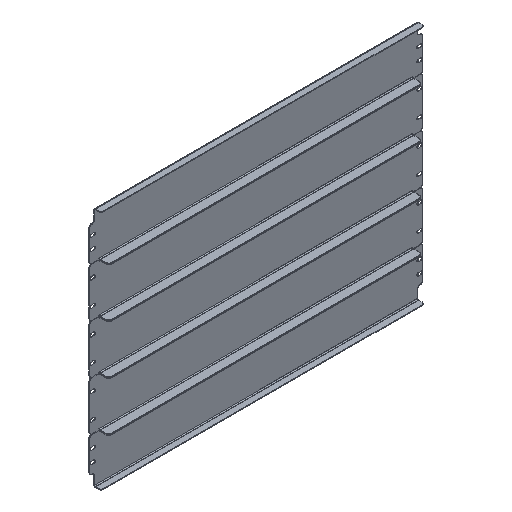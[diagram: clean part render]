
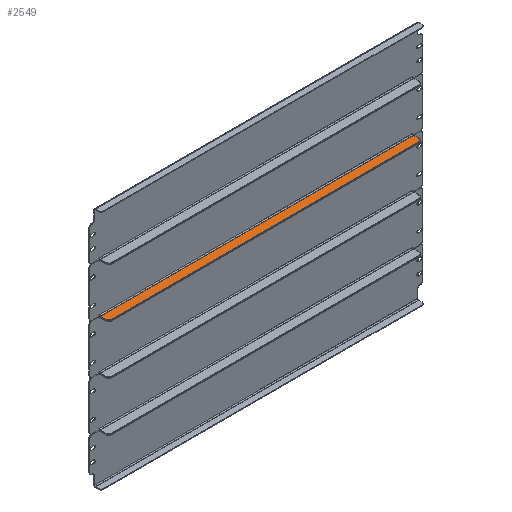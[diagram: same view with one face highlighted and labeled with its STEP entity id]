
A CAD part, isometric view. The second image highlights one B-rep face of the part: STEP entity #2549.
In plain terms, the highlighted planar face has unit normal (0, 0, 1).
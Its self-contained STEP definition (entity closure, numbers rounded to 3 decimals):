
#23 = VECTOR ( 'NONE', #2740, 1000. ) ;
#24 = VECTOR ( 'NONE', #1427, 1000. ) ;
#69 = AXIS2_PLACEMENT_3D ( 'NONE', #995, #799, #1536 ) ;
#81 = CARTESIAN_POINT ( 'NONE',  ( -318.25, -3., -48.5 ) ) ;
#119 = EDGE_CURVE ( 'NONE', #2419, #3381, #325, .T. ) ;
#151 = PLANE ( 'NONE',  #69 ) ;
#235 = ORIENTED_EDGE ( 'NONE', *, *, #2973, .F. ) ;
#325 = LINE ( 'NONE', #3036, #24 ) ;
#384 = DIRECTION ( 'NONE',  ( 1., 0., 0. ) ) ;
#461 = CIRCLE ( 'NONE', #828, 5. ) ;
#470 = ORIENTED_EDGE ( 'NONE', *, *, #684, .T. ) ;
#507 = VERTEX_POINT ( 'NONE', #2668 ) ;
#572 = DIRECTION ( 'NONE',  ( 0., 0., 1. ) ) ;
#684 = EDGE_CURVE ( 'NONE', #2419, #1481, #1249, .T. ) ;
#767 = DIRECTION ( 'NONE',  ( 0., -1., 0. ) ) ;
#799 = DIRECTION ( 'NONE',  ( 0., 0., -1. ) ) ;
#828 = AXIS2_PLACEMENT_3D ( 'NONE', #3108, #1513, #1464 ) ;
#833 = CARTESIAN_POINT ( 'NONE',  ( -318.25, -20., -48.5 ) ) ;
#924 = VERTEX_POINT ( 'NONE', #2436 ) ;
#995 = CARTESIAN_POINT ( 'NONE',  ( 0., 0., -48.5 ) ) ;
#1006 = EDGE_CURVE ( 'NONE', #507, #924, #461, .T. ) ;
#1016 = EDGE_CURVE ( 'NONE', #3381, #2393, #1992, .T. ) ;
#1058 = LINE ( 'NONE', #833, #23 ) ;
#1100 = CARTESIAN_POINT ( 'NONE',  ( -313.25, -20., -48.5 ) ) ;
#1223 = ORIENTED_EDGE ( 'NONE', *, *, #1006, .T. ) ;
#1249 = CIRCLE ( 'NONE', #3249, 5. ) ;
#1427 = DIRECTION ( 'NONE',  ( 0., 1., 0. ) ) ;
#1464 = DIRECTION ( 'NONE',  ( 0., 1., 0. ) ) ;
#1481 = VERTEX_POINT ( 'NONE', #1100 ) ;
#1513 = DIRECTION ( 'NONE',  ( 0., 0., 1. ) ) ;
#1536 = DIRECTION ( 'NONE',  ( 0., -1., 0. ) ) ;
#1562 = CARTESIAN_POINT ( 'NONE',  ( 318.25, -3., -48.5 ) ) ;
#1578 = CARTESIAN_POINT ( 'NONE',  ( 318.25, -20., -48.5 ) ) ;
#1587 = CARTESIAN_POINT ( 'NONE',  ( -318.25, -3., -48.5 ) ) ;
#1661 = DIRECTION ( 'NONE',  ( 0., 1., 0. ) ) ;
#1806 = ORIENTED_EDGE ( 'NONE', *, *, #1016, .F. ) ;
#1928 = CARTESIAN_POINT ( 'NONE',  ( -313.25, -15., -48.5 ) ) ;
#1992 = LINE ( 'NONE', #81, #2702 ) ;
#2065 = EDGE_LOOP ( 'NONE', ( #2295, #470, #235, #1223, #2325, #1806 ) ) ;
#2154 = EDGE_CURVE ( 'NONE', #2393, #924, #2631, .T. ) ;
#2295 = ORIENTED_EDGE ( 'NONE', *, *, #119, .F. ) ;
#2325 = ORIENTED_EDGE ( 'NONE', *, *, #2154, .F. ) ;
#2393 = VERTEX_POINT ( 'NONE', #1562 ) ;
#2411 = FACE_OUTER_BOUND ( 'NONE', #2065, .T. ) ;
#2419 = VERTEX_POINT ( 'NONE', #3508 ) ;
#2436 = CARTESIAN_POINT ( 'NONE',  ( 318.25, -15., -48.5 ) ) ;
#2549 = ADVANCED_FACE ( 'NONE', ( #2411 ), #151, .F. ) ;
#2631 = LINE ( 'NONE', #1578, #3375 ) ;
#2668 = CARTESIAN_POINT ( 'NONE',  ( 313.25, -20., -48.5 ) ) ;
#2702 = VECTOR ( 'NONE', #384, 1000. ) ;
#2740 = DIRECTION ( 'NONE',  ( -1., 0., 0. ) ) ;
#2973 = EDGE_CURVE ( 'NONE', #507, #1481, #1058, .T. ) ;
#3036 = CARTESIAN_POINT ( 'NONE',  ( -318.25, -1.5, -48.5 ) ) ;
#3108 = CARTESIAN_POINT ( 'NONE',  ( 313.25, -15., -48.5 ) ) ;
#3249 = AXIS2_PLACEMENT_3D ( 'NONE', #1928, #572, #1661 ) ;
#3375 = VECTOR ( 'NONE', #767, 1000. ) ;
#3381 = VERTEX_POINT ( 'NONE', #1587 ) ;
#3508 = CARTESIAN_POINT ( 'NONE',  ( -318.25, -15., -48.5 ) ) ;
